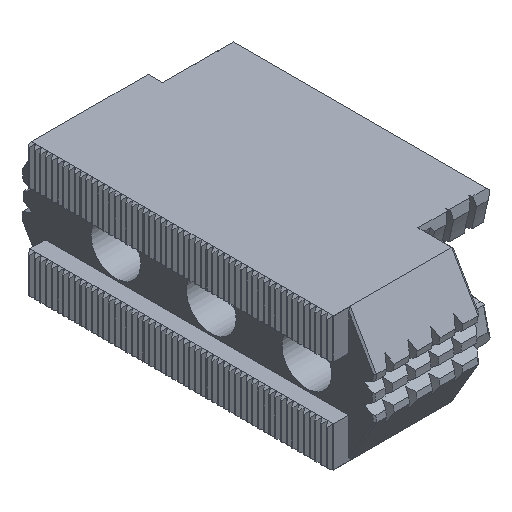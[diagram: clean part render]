
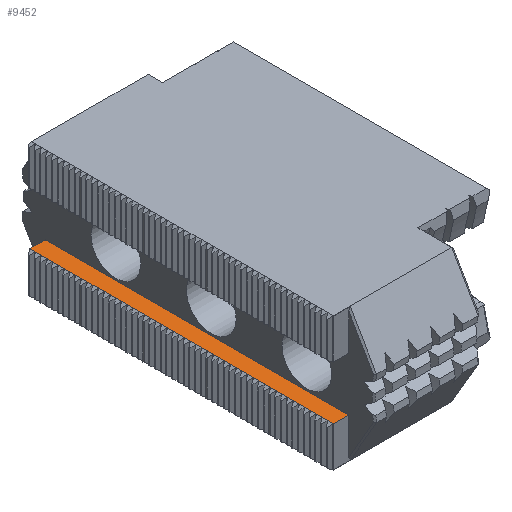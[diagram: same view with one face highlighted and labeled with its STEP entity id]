
A CAD part, isometric view. The second image highlights one B-rep face of the part: STEP entity #9452.
In plain terms, the highlighted planar face has unit normal (0, 0, 1).
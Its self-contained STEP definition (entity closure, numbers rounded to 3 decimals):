
#591 = VECTOR ( 'NONE', #7362, 1000. ) ;
#859 = CARTESIAN_POINT ( 'NONE',  ( 1., 6.5, -7. ) ) ;
#1059 = ORIENTED_EDGE ( 'NONE', *, *, #17306, .F. ) ;
#1737 = DIRECTION ( 'NONE',  ( 1., 0., 0. ) ) ;
#3009 = PLANE ( 'NONE',  #15112 ) ;
#3716 = VERTEX_POINT ( 'NONE', #8826 ) ;
#3923 = LINE ( 'NONE', #11597, #10781 ) ;
#5601 = VECTOR ( 'NONE', #19036, 1000. ) ;
#5891 = VERTEX_POINT ( 'NONE', #859 ) ;
#6105 = CARTESIAN_POINT ( 'NONE',  ( 0., 6.5, -7. ) ) ;
#6406 = CARTESIAN_POINT ( 'NONE',  ( 5., 92.462, -7. ) ) ;
#7362 = DIRECTION ( 'NONE',  ( 0., -1., 0. ) ) ;
#8333 = ORIENTED_EDGE ( 'NONE', *, *, #20785, .T. ) ;
#8826 = CARTESIAN_POINT ( 'NONE',  ( 5., 86., -7. ) ) ;
#9381 = DIRECTION ( 'NONE',  ( 0., -1., 0. ) ) ;
#9452 = ADVANCED_FACE ( 'NONE', ( #16235 ), #3009, .T. ) ;
#10436 = EDGE_CURVE ( 'NONE', #5891, #20343, #15727, .T. ) ;
#10781 = VECTOR ( 'NONE', #13621, 1000. ) ;
#10879 = VECTOR ( 'NONE', #9381, 1000. ) ;
#11597 = CARTESIAN_POINT ( 'NONE',  ( 5., 86., -7. ) ) ;
#13030 = DIRECTION ( 'NONE',  ( 0., 0., 1. ) ) ;
#13251 = LINE ( 'NONE', #19763, #591 ) ;
#13621 = DIRECTION ( 'NONE',  ( -1., 0., 0. ) ) ;
#13727 = CARTESIAN_POINT ( 'NONE',  ( 1., 86., -7. ) ) ;
#14009 = ORIENTED_EDGE ( 'NONE', *, *, #10436, .T. ) ;
#14756 = EDGE_LOOP ( 'NONE', ( #14009, #1059, #8333, #15793 ) ) ;
#15112 = AXIS2_PLACEMENT_3D ( 'NONE', #6406, #13030, #1737 ) ;
#15727 = LINE ( 'NONE', #6105, #5601 ) ;
#15793 = ORIENTED_EDGE ( 'NONE', *, *, #19926, .T. ) ;
#16235 = FACE_OUTER_BOUND ( 'NONE', #14756, .T. ) ;
#16823 = CARTESIAN_POINT ( 'NONE',  ( 5., 92.462, -7. ) ) ;
#16966 = VERTEX_POINT ( 'NONE', #13727 ) ;
#17306 = EDGE_CURVE ( 'NONE', #3716, #20343, #17523, .T. ) ;
#17523 = LINE ( 'NONE', #16823, #10879 ) ;
#18253 = CARTESIAN_POINT ( 'NONE',  ( 5., 6.5, -7. ) ) ;
#19036 = DIRECTION ( 'NONE',  ( 1., 0., 0. ) ) ;
#19763 = CARTESIAN_POINT ( 'NONE',  ( 1., 92.462, -7. ) ) ;
#19926 = EDGE_CURVE ( 'NONE', #16966, #5891, #13251, .T. ) ;
#20343 = VERTEX_POINT ( 'NONE', #18253 ) ;
#20785 = EDGE_CURVE ( 'NONE', #3716, #16966, #3923, .T. ) ;
